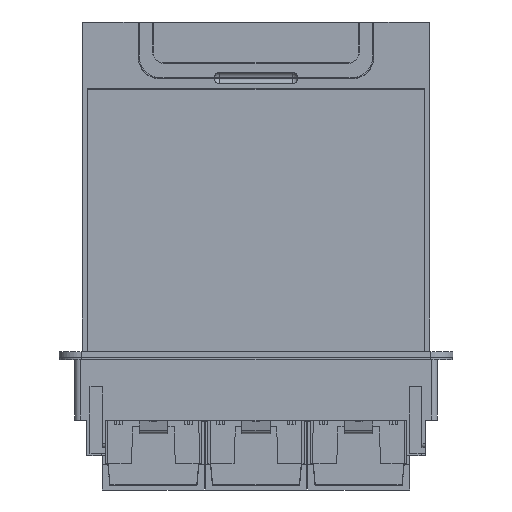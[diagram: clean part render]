
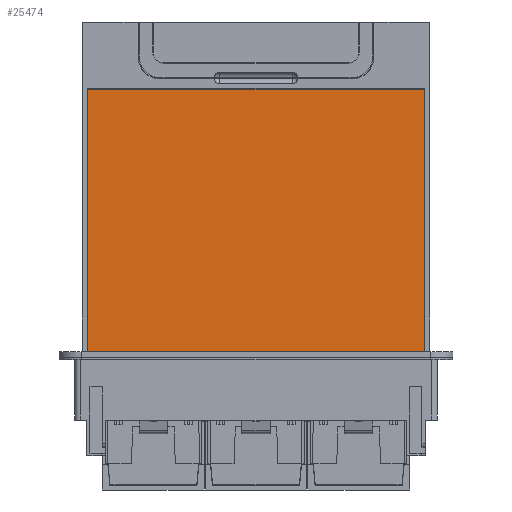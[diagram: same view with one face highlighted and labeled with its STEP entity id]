
A CAD part, front view. The second image highlights one B-rep face of the part: STEP entity #25474.
In plain terms, the highlighted face is planar.
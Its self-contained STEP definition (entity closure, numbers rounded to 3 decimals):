
#24969=CARTESIAN_POINT('Vertex',(-122.974,122.,5.1)) ;
#24972=CARTESIAN_POINT('Line Origine',(-22.77,122.,5.1)) ;
#24976=CARTESIAN_POINT('Vertex',(77.433,122.,5.1)) ;
#25032=CARTESIAN_POINT('Vertex',(77.433,-122.,5.1)) ;
#25035=CARTESIAN_POINT('Line Origine',(-22.77,-122.,5.1)) ;
#25039=CARTESIAN_POINT('Vertex',(-122.974,-122.,5.1)) ;
#25060=CARTESIAN_POINT('Line Origine',(-122.974,0.,5.1)) ;
#25458=CARTESIAN_POINT('Axis2P3D Location',(54.933,0.,5.1)) ;
#25463=CARTESIAN_POINT('Line Origine',(77.433,0.,5.1)) ;
#24973=DIRECTION('Vector Direction',(-1.,0.,0.)) ;
#25036=DIRECTION('Vector Direction',(-1.,0.,0.)) ;
#25061=DIRECTION('Vector Direction',(0.,-1.,0.)) ;
#25459=DIRECTION('Axis2P3D Direction',(0.,0.,1.)) ;
#25460=DIRECTION('Axis2P3D XDirection',(-1.,0.,0.)) ;
#25464=DIRECTION('Vector Direction',(0.,-1.,0.)) ;
#25461=AXIS2_PLACEMENT_3D('Plane Axis2P3D',#25458,#25459,#25460) ;
#25469=ORIENTED_EDGE('',*,*,#25041,.F.) ;
#25470=ORIENTED_EDGE('',*,*,#25467,.F.) ;
#25471=ORIENTED_EDGE('',*,*,#24978,.T.) ;
#25472=ORIENTED_EDGE('',*,*,#25064,.T.) ;
#24974=VECTOR('Line Direction',#24973,1.) ;
#25037=VECTOR('Line Direction',#25036,1.) ;
#25062=VECTOR('Line Direction',#25061,1.) ;
#25465=VECTOR('Line Direction',#25464,1.) ;
#25474=ADVANCED_FACE('Corps de pi\X2\00E8\X0\ce.2',(#25473),#25462,.T.) ;
#24978=EDGE_CURVE('',#24977,#24970,#24975,.T.) ;
#25041=EDGE_CURVE('',#25033,#25040,#25038,.T.) ;
#25064=EDGE_CURVE('',#24970,#25040,#25063,.T.) ;
#25467=EDGE_CURVE('',#24977,#25033,#25466,.T.) ;
#25468=EDGE_LOOP('',(#25469,#25470,#25471,#25472)) ;
#25473=FACE_OUTER_BOUND('',#25468,.T.) ;
#24975=LINE('Line',#24972,#24974) ;
#25038=LINE('Line',#25035,#25037) ;
#25063=LINE('Line',#25060,#25062) ;
#25466=LINE('Line',#25463,#25465) ;
#25462=PLANE('',#25461) ;
#24970=VERTEX_POINT('',#24969) ;
#24977=VERTEX_POINT('',#24976) ;
#25033=VERTEX_POINT('',#25032) ;
#25040=VERTEX_POINT('',#25039) ;
